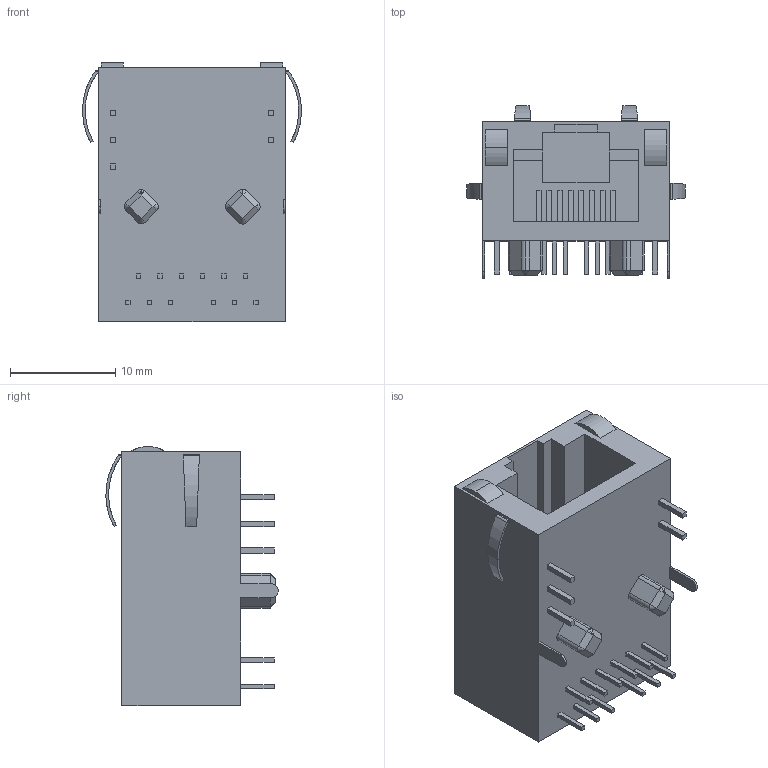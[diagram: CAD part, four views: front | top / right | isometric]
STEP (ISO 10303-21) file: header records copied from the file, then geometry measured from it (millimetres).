
FILE_DESCRIPTION (( 'STEP AP214' ), '1' );
FILE_NAME ('User Library-J0G-0001NL.STEP', '2017-02-15T17:36:45', ( 'Windows User' ), ( '' ), 'SwSTEP 2.0', 'SolidWorks 2017', '' );
FILE_SCHEMA (( 'AUTOMOTIVE_DESIGN' ));
Length unit declared in the file: inch
Products named in the file (1): User Library-J0G-0001NL
Bounding box: 20.83 x 16.38 x 24.64 mm (x, y, z)
Volume: 3967.5 mm3; surface area: 2604.9 mm2
Topology: 1 solids, 1 shells, 304 faces, 784 edges, 504 vertices
Faces by surface type: plane 238, cylinder 28, bspline 28, cone 10
Entity records: 10378 total; most frequent: CARTESIAN_POINT 3163, ORIENTED_EDGE 1548, DIRECTION 1296, EDGE_CURVE 774, VECTOR 662, LINE 662, VERTEX_POINT 504, EDGE_LOOP 352
